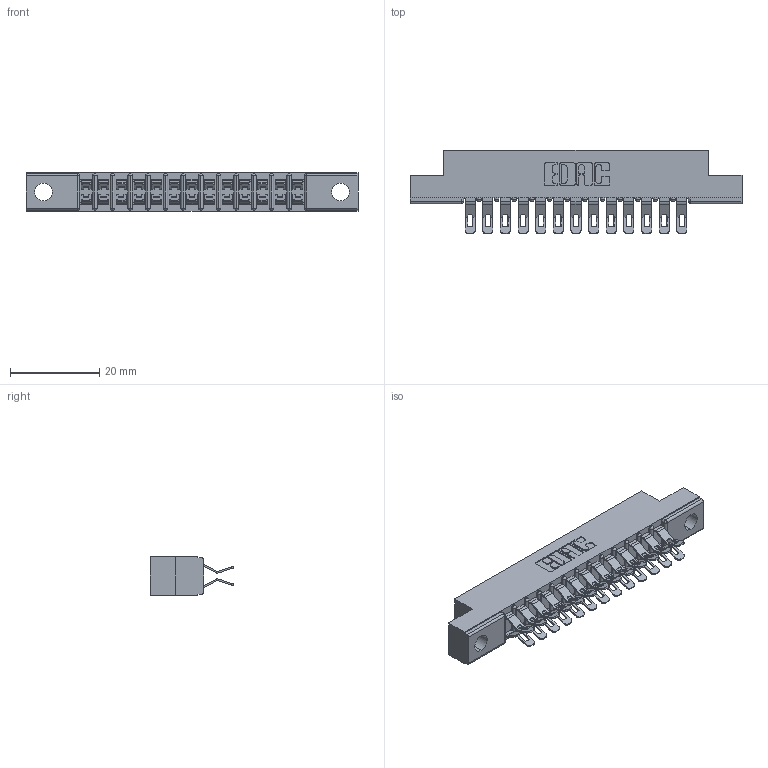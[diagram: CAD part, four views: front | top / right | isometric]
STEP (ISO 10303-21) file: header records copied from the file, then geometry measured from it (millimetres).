
FILE_DESCRIPTION (( 'STEP AP203' ), '1' );
FILE_NAME ('307-026-455-202.STEP', '2020-09-29T06:40:13', ( '' ), ( '' ), 'SwSTEP 2.0', 'SolidWorks 2020', '' );
FILE_SCHEMA (( 'CONFIG_CONTROL_DESIGN' ));
Length unit declared in the file: inch
Products named in the file (3): 307-290-001_555; 307-026-455-202; 307 Part_.128 Dia Mounting Holes
Assembly tree (27 placements, depth 2):
  307-026-455-202
    307 Part_.128 Dia Mounting Holes
    307-290-001_555  x26
Bounding box: 74.52 x 18.75 x 8.71 mm (x, y, z)
Volume: 4865.3 mm3; surface area: 8398.6 mm2
Topology: 27 solids, 27 shells, 1718 faces, 5029 edges, 3278 vertices
Faces by surface type: plane 954, cylinder 736, sphere 28
Entity records: 15675 total; most frequent: CARTESIAN_POINT 2577, ORIENTED_EDGE 2552, DIRECTION 2544, EDGE_CURVE 1276, LINE 954, VECTOR 954, VERTEX_POINT 828, AXIS2_PLACEMENT_3D 795
